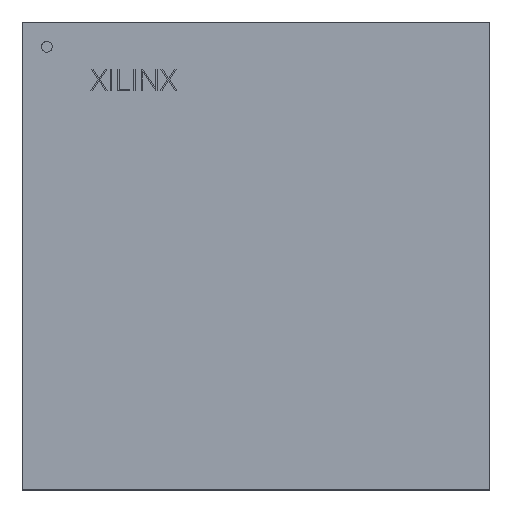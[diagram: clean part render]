
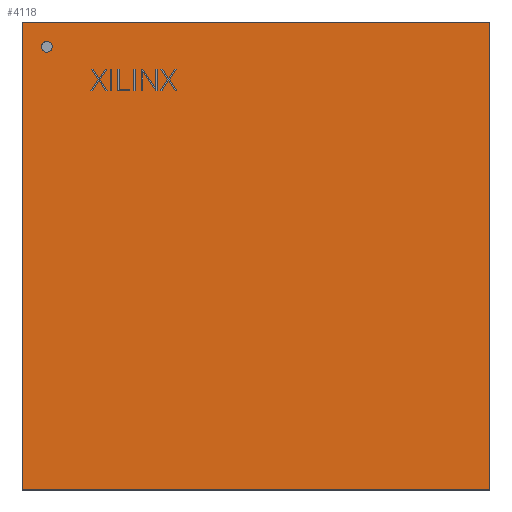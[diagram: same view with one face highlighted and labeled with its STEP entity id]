
A CAD part, top view. The second image highlights one B-rep face of the part: STEP entity #4118.
In plain terms, the highlighted planar face has unit normal (0, 0, 1).
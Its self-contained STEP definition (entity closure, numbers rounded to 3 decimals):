
#1153=FACE_OUTER_BOUND('',#1482,.T.);
#1482=EDGE_LOOP('',(#3457,#3458,#3459,#3460));
#1895=LINE('',#6984,#2060);
#1898=LINE('',#6990,#2063);
#1901=LINE('',#6996,#2066);
#1904=LINE('',#7001,#2069);
#2060=VECTOR('',#5566,1.);
#2063=VECTOR('',#5571,1.);
#2066=VECTOR('',#5576,1.);
#2069=VECTOR('',#5581,1.);
#2177=VERTEX_POINT('',#6981);
#2178=VERTEX_POINT('',#6983);
#2180=VERTEX_POINT('',#6989);
#2182=VERTEX_POINT('',#6995);
#2855=EDGE_CURVE('',#2177,#2178,#1895,.T.);
#2858=EDGE_CURVE('',#2178,#2180,#1898,.T.);
#2861=EDGE_CURVE('',#2180,#2182,#1901,.T.);
#2864=EDGE_CURVE('',#2182,#2177,#1904,.T.);
#3457=ORIENTED_EDGE('',*,*,#2855,.F.);
#3458=ORIENTED_EDGE('',*,*,#2864,.F.);
#3459=ORIENTED_EDGE('',*,*,#2861,.F.);
#3460=ORIENTED_EDGE('',*,*,#2858,.F.);
#4046=PLANE('',#4757);
#4118=ADVANCED_FACE('',(#1153),#4046,.F.);
#4757=AXIS2_PLACEMENT_3D('',#7004,#5585,#5586);
#5566=DIRECTION('',(1.,0.,0.));
#5571=DIRECTION('',(0.,-1.,0.));
#5576=DIRECTION('',(-1.,0.,0.));
#5581=DIRECTION('',(0.,1.,0.));
#5585=DIRECTION('center_axis',(0.,0.,-1.));
#5586=DIRECTION('ref_axis',(-1.,0.,0.));
#6981=CARTESIAN_POINT('',(-8.5,8.5,1.4));
#6983=CARTESIAN_POINT('',(8.5,8.5,1.4));
#6984=CARTESIAN_POINT('',(-8.5,8.5,1.4));
#6989=CARTESIAN_POINT('',(8.5,-8.5,1.4));
#6990=CARTESIAN_POINT('',(8.5,8.5,1.4));
#6995=CARTESIAN_POINT('',(-8.5,-8.5,1.4));
#6996=CARTESIAN_POINT('',(8.5,-8.5,1.4));
#7001=CARTESIAN_POINT('',(-8.5,-8.5,1.4));
#7004=CARTESIAN_POINT('Origin',(0.,0.,1.4));
